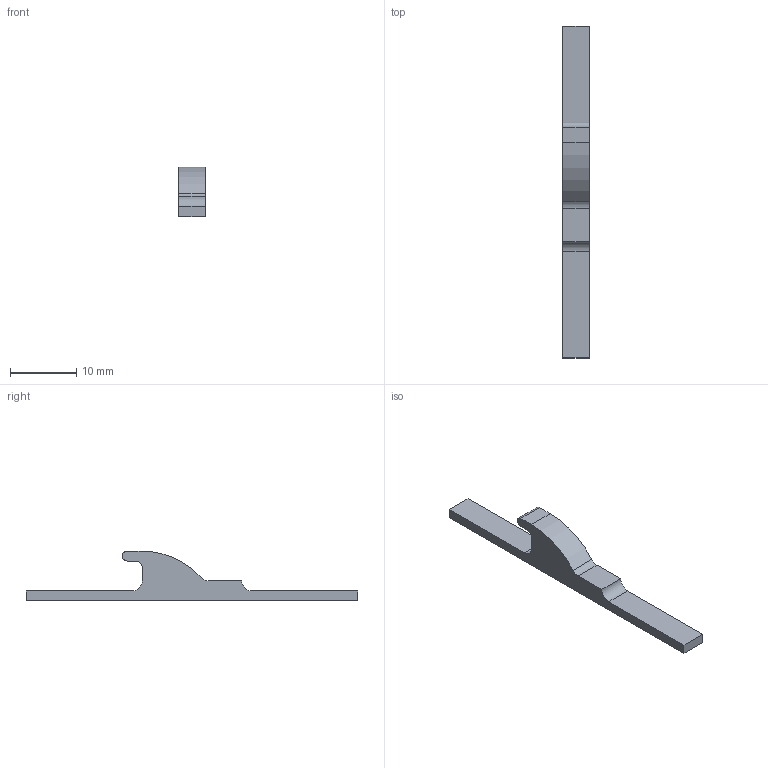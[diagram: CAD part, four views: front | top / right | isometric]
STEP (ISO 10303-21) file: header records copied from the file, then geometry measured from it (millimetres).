
FILE_DESCRIPTION(('FreeCAD Model'),'2;1');
FILE_NAME('Open CASCADE Shape Model','2025-11-23T11:01:41',(''),(''), 'Open CASCADE STEP processor 7.7','FreeCAD','Unknown');
FILE_SCHEMA(('AUTOMOTIVE_DESIGN { 1 0 10303 214 1 1 1 1 }'));
Length unit declared in the file: millimetre
Products named in the file (1): Hook2
Bounding box: 4 x 50 x 7.5 mm (x, y, z)
Volume: 528.7 mm3; surface area: 726.1 mm2
Topology: 1 solids, 1 shells, 17 faces, 45 edges, 30 vertices
Faces by surface type: plane 11, cylinder 6
Entity records: 553 total; most frequent: CARTESIAN_POINT 93, DIRECTION 93, ORIENTED_EDGE 90, EDGE_CURVE 45, LINE 33, VECTOR 33, AXIS2_PLACEMENT_3D 30, VERTEX_POINT 30
